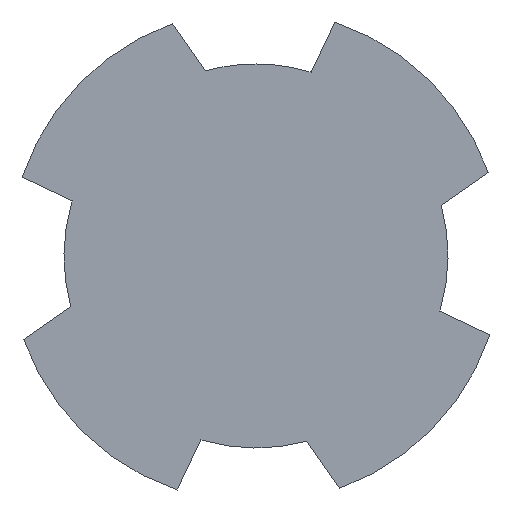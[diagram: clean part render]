
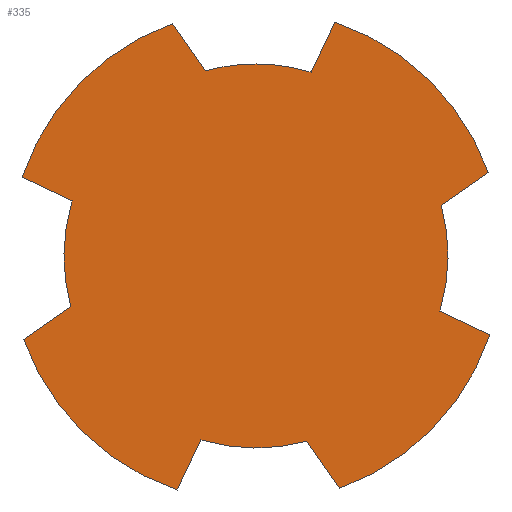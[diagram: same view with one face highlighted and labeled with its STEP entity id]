
A CAD part, front view. The second image highlights one B-rep face of the part: STEP entity #335.
In plain terms, the highlighted planar face has unit normal (0, -1, 0).
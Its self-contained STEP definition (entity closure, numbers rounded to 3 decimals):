
#2 = VERTEX_POINT ( 'NONE', #152 ) ;
#9 = CARTESIAN_POINT ( 'NONE',  ( -4.265, 0., 1.436 ) ) ;
#17 = VECTOR ( 'NONE', #408, 1000. ) ;
#27 = CARTESIAN_POINT ( 'NONE',  ( 0., 0., 0. ) ) ;
#28 = FACE_OUTER_BOUND ( 'NONE', #380, .T. ) ;
#35 = CARTESIAN_POINT ( 'NONE',  ( 0.964, 0., 0.674 ) ) ;
#37 = VERTEX_POINT ( 'NONE', #124 ) ;
#39 = DIRECTION ( 'NONE',  ( -0.573, 0., 0.819 ) ) ;
#40 = ORIENTED_EDGE ( 'NONE', *, *, #356, .F. ) ;
#41 = CARTESIAN_POINT ( 'NONE',  ( 0., 0., 3.5 ) ) ;
#57 = CARTESIAN_POINT ( 'NONE',  ( 3.353, 0., -1.002 ) ) ;
#65 = VERTEX_POINT ( 'NONE', #228 ) ;
#72 = EDGE_CURVE ( 'NONE', #97, #525, #639, .T. ) ;
#73 = DIRECTION ( 'NONE',  ( 0., 1., 0. ) ) ;
#83 = CARTESIAN_POINT ( 'NONE',  ( 1.436, 0., 4.265 ) ) ;
#84 = VERTEX_POINT ( 'NONE', #492 ) ;
#86 = CARTESIAN_POINT ( 'NONE',  ( -0.964, 0., -0.674 ) ) ;
#88 = EDGE_CURVE ( 'NONE', #37, #2, #426, .T. ) ;
#90 = VECTOR ( 'NONE', #379, 1000. ) ;
#91 = AXIS2_PLACEMENT_3D ( 'NONE', #443, #536, #527 ) ;
#97 = VERTEX_POINT ( 'NONE', #57 ) ;
#102 = CIRCLE ( 'NONE', #240, 3.5 ) ;
#106 = CARTESIAN_POINT ( 'NONE',  ( 0., 0., 0. ) ) ;
#107 = ORIENTED_EDGE ( 'NONE', *, *, #72, .F. ) ;
#112 = CARTESIAN_POINT ( 'NONE',  ( -0.484, 0., 0.23 ) ) ;
#116 = CIRCLE ( 'NONE', #633, 3.5 ) ;
#119 = CIRCLE ( 'NONE', #318, 4.5 ) ;
#121 = CARTESIAN_POINT ( 'NONE',  ( 4.265, 0., -1.436 ) ) ;
#124 = CARTESIAN_POINT ( 'NONE',  ( -3.375, 0., -0.925 ) ) ;
#130 = DIRECTION ( 'NONE',  ( 0., 1., 0. ) ) ;
#133 = EDGE_CURVE ( 'NONE', #470, #273, #390, .T. ) ;
#134 = ORIENTED_EDGE ( 'NONE', *, *, #465, .F. ) ;
#141 = EDGE_CURVE ( 'NONE', #273, #2, #467, .T. ) ;
#146 = DIRECTION ( 'NONE',  ( 0., 0., 1. ) ) ;
#148 = VECTOR ( 'NONE', #39, 1000. ) ;
#150 = DIRECTION ( 'NONE',  ( 0., 0., 1. ) ) ;
#152 = CARTESIAN_POINT ( 'NONE',  ( -4.234, 0., -1.525 ) ) ;
#157 = DIRECTION ( 'NONE',  ( 1., 0., 0. ) ) ;
#160 = CIRCLE ( 'NONE', #91, 3.5 ) ;
#179 = CARTESIAN_POINT ( 'NONE',  ( 0., 0., 0. ) ) ;
#181 = DIRECTION ( 'NONE',  ( 0., 0., 1. ) ) ;
#187 = CARTESIAN_POINT ( 'NONE',  ( -1.525, 0., 4.234 ) ) ;
#188 = ORIENTED_EDGE ( 'NONE', *, *, #133, .F. ) ;
#193 = CARTESIAN_POINT ( 'NONE',  ( -1.436, 0., -4.265 ) ) ;
#195 = AXIS2_PLACEMENT_3D ( 'NONE', #106, #638, #157 ) ;
#198 = VERTEX_POINT ( 'NONE', #83 ) ;
#206 = ORIENTED_EDGE ( 'NONE', *, *, #502, .F. ) ;
#208 = ORIENTED_EDGE ( 'NONE', *, *, #88, .T. ) ;
#211 = ORIENTED_EDGE ( 'NONE', *, *, #398, .T. ) ;
#218 = LINE ( 'NONE', #112, #406 ) ;
#226 = EDGE_CURVE ( 'NONE', #301, #97, #116, .T. ) ;
#228 = CARTESIAN_POINT ( 'NONE',  ( 0.925, 0., -3.375 ) ) ;
#229 = VECTOR ( 'NONE', #282, 1000. ) ;
#232 = CARTESIAN_POINT ( 'NONE',  ( 0.484, 0., -0.23 ) ) ;
#233 = DIRECTION ( 'NONE',  ( 0., 0., 1. ) ) ;
#234 = DIRECTION ( 'NONE',  ( 0., 1., 0. ) ) ;
#235 = DIRECTION ( 'NONE',  ( 0., 1., 0. ) ) ;
#240 = AXIS2_PLACEMENT_3D ( 'NONE', #505, #130, #552 ) ;
#245 = PLANE ( 'NONE',  #384 ) ;
#247 = CARTESIAN_POINT ( 'NONE',  ( 1.525, 0., -4.234 ) ) ;
#249 = CARTESIAN_POINT ( 'NONE',  ( 0., 0., 0. ) ) ;
#262 = VECTOR ( 'NONE', #338, 1000. ) ;
#273 = VERTEX_POINT ( 'NONE', #193 ) ;
#282 = DIRECTION ( 'NONE',  ( -0.43, 0., -0.903 ) ) ;
#288 = CARTESIAN_POINT ( 'NONE',  ( -3.353, 0., 1.002 ) ) ;
#292 = CARTESIAN_POINT ( 'NONE',  ( 0., 0., 0. ) ) ;
#299 = AXIS2_PLACEMENT_3D ( 'NONE', #27, #235, #233 ) ;
#301 = VERTEX_POINT ( 'NONE', #501 ) ;
#311 = EDGE_CURVE ( 'NONE', #331, #363, #102, .T. ) ;
#313 = EDGE_CURVE ( 'NONE', #363, #423, #557, .T. ) ;
#316 = DIRECTION ( 'NONE',  ( 0., 1., 0. ) ) ;
#318 = AXIS2_PLACEMENT_3D ( 'NONE', #417, #316, #150 ) ;
#319 = VERTEX_POINT ( 'NONE', #187 ) ;
#329 = CARTESIAN_POINT ( 'NONE',  ( 0.23, 0., 0.484 ) ) ;
#330 = CIRCLE ( 'NONE', #524, 4.5 ) ;
#331 = VERTEX_POINT ( 'NONE', #551 ) ;
#334 = CARTESIAN_POINT ( 'NONE',  ( -0.674, 0., 0.964 ) ) ;
#335 = ADVANCED_FACE ( 'NONE', ( #28 ), #245, .F. ) ;
#338 = DIRECTION ( 'NONE',  ( 0.903, 0., -0.43 ) ) ;
#347 = DIRECTION ( 'NONE',  ( -1., 0., 0. ) ) ;
#348 = EDGE_CURVE ( 'NONE', #478, #475, #466, .T. ) ;
#353 = LINE ( 'NONE', #566, #657 ) ;
#356 = EDGE_CURVE ( 'NONE', #475, #319, #119, .T. ) ;
#358 = CIRCLE ( 'NONE', #195, 3.5 ) ;
#360 = CARTESIAN_POINT ( 'NONE',  ( 1.002, 0., 3.353 ) ) ;
#362 = ORIENTED_EDGE ( 'NONE', *, *, #313, .F. ) ;
#363 = VERTEX_POINT ( 'NONE', #41 ) ;
#379 = DIRECTION ( 'NONE',  ( -0.819, 0., -0.573 ) ) ;
#380 = EDGE_LOOP ( 'NONE', ( #556, #430, #208, #429, #188, #134, #211, #684, #107, #577, #538, #585, #206, #362, #486, #559, #40 ) ) ;
#384 = AXIS2_PLACEMENT_3D ( 'NONE', #455, #73, #181 ) ;
#390 = LINE ( 'NONE', #232, #229 ) ;
#391 = EDGE_CURVE ( 'NONE', #301, #84, #353, .T. ) ;
#398 = EDGE_CURVE ( 'NONE', #65, #653, #629, .T. ) ;
#402 = EDGE_CURVE ( 'NONE', #331, #319, #676, .T. ) ;
#406 = VECTOR ( 'NONE', #632, 1000. ) ;
#408 = DIRECTION ( 'NONE',  ( 0.573, 0., -0.819 ) ) ;
#417 = CARTESIAN_POINT ( 'NONE',  ( 0., 0., 0. ) ) ;
#422 = CARTESIAN_POINT ( 'NONE',  ( -0.23, 0., -0.484 ) ) ;
#423 = VERTEX_POINT ( 'NONE', #360 ) ;
#426 = LINE ( 'NONE', #334, #90 ) ;
#429 = ORIENTED_EDGE ( 'NONE', *, *, #141, .F. ) ;
#430 = ORIENTED_EDGE ( 'NONE', *, *, #484, .F. ) ;
#432 = DIRECTION ( 'NONE',  ( 0., 0., 1. ) ) ;
#436 = CARTESIAN_POINT ( 'NONE',  ( -1.002, 0., -3.353 ) ) ;
#443 = CARTESIAN_POINT ( 'NONE',  ( 0., 0., 0. ) ) ;
#453 = EDGE_CURVE ( 'NONE', #525, #653, #330, .T. ) ;
#455 = CARTESIAN_POINT ( 'NONE',  ( 0., 0., 0. ) ) ;
#465 = EDGE_CURVE ( 'NONE', #65, #470, #160, .T. ) ;
#466 = LINE ( 'NONE', #422, #646 ) ;
#467 = CIRCLE ( 'NONE', #548, 4.5 ) ;
#470 = VERTEX_POINT ( 'NONE', #436 ) ;
#472 = CARTESIAN_POINT ( 'NONE',  ( 0., 0., 0. ) ) ;
#475 = VERTEX_POINT ( 'NONE', #9 ) ;
#478 = VERTEX_POINT ( 'NONE', #288 ) ;
#484 = EDGE_CURVE ( 'NONE', #37, #478, #358, .T. ) ;
#486 = ORIENTED_EDGE ( 'NONE', *, *, #311, .F. ) ;
#492 = CARTESIAN_POINT ( 'NONE',  ( 4.234, 0., 1.525 ) ) ;
#501 = CARTESIAN_POINT ( 'NONE',  ( 3.375, 0., 0.925 ) ) ;
#502 = EDGE_CURVE ( 'NONE', #423, #198, #218, .T. ) ;
#505 = CARTESIAN_POINT ( 'NONE',  ( 0., 0., 0. ) ) ;
#515 = DIRECTION ( 'NONE',  ( 0.819, 0., 0.573 ) ) ;
#524 = AXIS2_PLACEMENT_3D ( 'NONE', #472, #564, #146 ) ;
#525 = VERTEX_POINT ( 'NONE', #121 ) ;
#527 = DIRECTION ( 'NONE',  ( 0., 0., 1. ) ) ;
#536 = DIRECTION ( 'NONE',  ( 0., 1., 0. ) ) ;
#538 = ORIENTED_EDGE ( 'NONE', *, *, #391, .T. ) ;
#548 = AXIS2_PLACEMENT_3D ( 'NONE', #179, #600, #432 ) ;
#549 = CIRCLE ( 'NONE', #299, 4.5 ) ;
#551 = CARTESIAN_POINT ( 'NONE',  ( -0.925, 0., 3.375 ) ) ;
#552 = DIRECTION ( 'NONE',  ( 0., 0., -1. ) ) ;
#556 = ORIENTED_EDGE ( 'NONE', *, *, #348, .F. ) ;
#557 = CIRCLE ( 'NONE', #619, 3.5 ) ;
#559 = ORIENTED_EDGE ( 'NONE', *, *, #402, .T. ) ;
#564 = DIRECTION ( 'NONE',  ( 0., 1., 0. ) ) ;
#566 = CARTESIAN_POINT ( 'NONE',  ( 0.674, 0., -0.964 ) ) ;
#577 = ORIENTED_EDGE ( 'NONE', *, *, #226, .F. ) ;
#585 = ORIENTED_EDGE ( 'NONE', *, *, #630, .F. ) ;
#600 = DIRECTION ( 'NONE',  ( 0., 1., 0. ) ) ;
#606 = DIRECTION ( 'NONE',  ( 0., 1., 0. ) ) ;
#615 = DIRECTION ( 'NONE',  ( 0., 0., -1. ) ) ;
#619 = AXIS2_PLACEMENT_3D ( 'NONE', #249, #234, #615 ) ;
#629 = LINE ( 'NONE', #86, #17 ) ;
#630 = EDGE_CURVE ( 'NONE', #198, #84, #549, .T. ) ;
#632 = DIRECTION ( 'NONE',  ( 0.43, 0., 0.903 ) ) ;
#633 = AXIS2_PLACEMENT_3D ( 'NONE', #292, #606, #347 ) ;
#638 = DIRECTION ( 'NONE',  ( 0., 1., 0. ) ) ;
#639 = LINE ( 'NONE', #329, #262 ) ;
#646 = VECTOR ( 'NONE', #666, 1000. ) ;
#653 = VERTEX_POINT ( 'NONE', #247 ) ;
#657 = VECTOR ( 'NONE', #515, 1000. ) ;
#666 = DIRECTION ( 'NONE',  ( -0.903, 0., 0.43 ) ) ;
#676 = LINE ( 'NONE', #35, #148 ) ;
#684 = ORIENTED_EDGE ( 'NONE', *, *, #453, .F. ) ;
